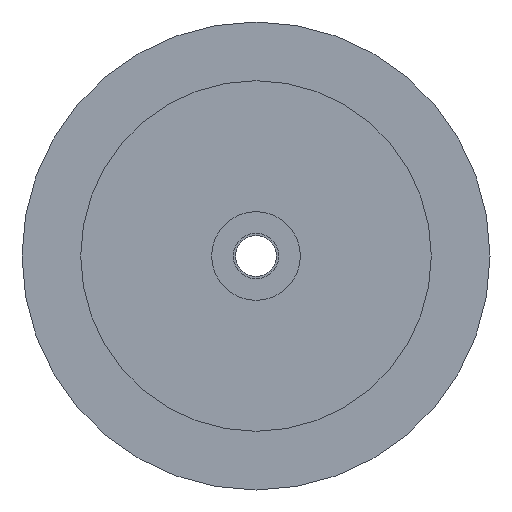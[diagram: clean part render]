
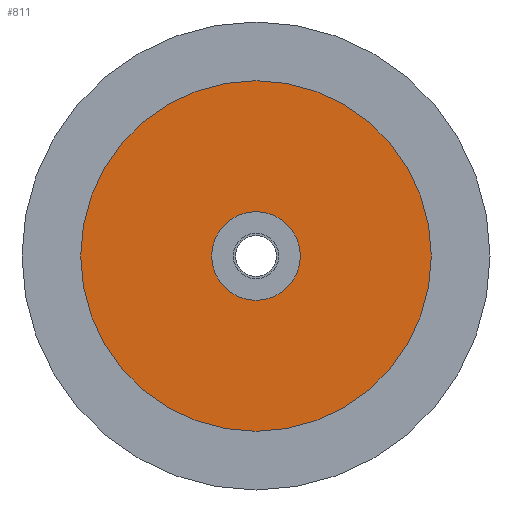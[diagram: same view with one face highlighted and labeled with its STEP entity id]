
A CAD part, front view. The second image highlights one B-rep face of the part: STEP entity #811.
In plain terms, the highlighted planar face has unit normal (0, -1, 0).
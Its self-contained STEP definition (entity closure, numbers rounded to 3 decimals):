
#76=FACE_BOUND('',#197,.T.);
#86=PLANE('',#940);
#137=FACE_OUTER_BOUND('',#196,.T.);
#196=EDGE_LOOP('',(#572,#573));
#197=EDGE_LOOP('',(#574));
#308=CIRCLE('',#930,5.207);
#315=CIRCLE('',#941,20.6);
#316=CIRCLE('',#942,20.6);
#358=VERTEX_POINT('',#1294);
#365=VERTEX_POINT('',#1315);
#366=VERTEX_POINT('',#1316);
#433=EDGE_CURVE('',#358,#358,#308,.T.);
#442=EDGE_CURVE('',#365,#366,#315,.T.);
#443=EDGE_CURVE('',#366,#365,#316,.T.);
#572=ORIENTED_EDGE('',*,*,#442,.F.);
#573=ORIENTED_EDGE('',*,*,#443,.F.);
#574=ORIENTED_EDGE('',*,*,#433,.T.);
#811=ADVANCED_FACE('',(#137,#76),#86,.T.);
#930=AXIS2_PLACEMENT_3D('',#1296,#1048,#1049);
#940=AXIS2_PLACEMENT_3D('',#1314,#1070,#1071);
#941=AXIS2_PLACEMENT_3D('',#1317,#1072,#1073);
#942=AXIS2_PLACEMENT_3D('',#1318,#1074,#1075);
#1048=DIRECTION('center_axis',(0.,1.,0.));
#1049=DIRECTION('ref_axis',(-1.,0.,0.));
#1070=DIRECTION('center_axis',(0.,-1.,0.));
#1071=DIRECTION('ref_axis',(0.,0.,-1.));
#1072=DIRECTION('center_axis',(0.,1.,0.));
#1073=DIRECTION('ref_axis',(1.,0.,0.));
#1074=DIRECTION('center_axis',(0.,1.,0.));
#1075=DIRECTION('ref_axis',(1.,0.,0.));
#1294=CARTESIAN_POINT('',(5.207,2.5,0.));
#1296=CARTESIAN_POINT('Origin',(0.,2.5,0.));
#1314=CARTESIAN_POINT('Origin',(-20.6,2.5,0.));
#1315=CARTESIAN_POINT('',(-20.6,2.5,0.));
#1316=CARTESIAN_POINT('',(20.6,2.5,0.));
#1317=CARTESIAN_POINT('Origin',(0.,2.5,0.));
#1318=CARTESIAN_POINT('Origin',(0.,2.5,0.));
